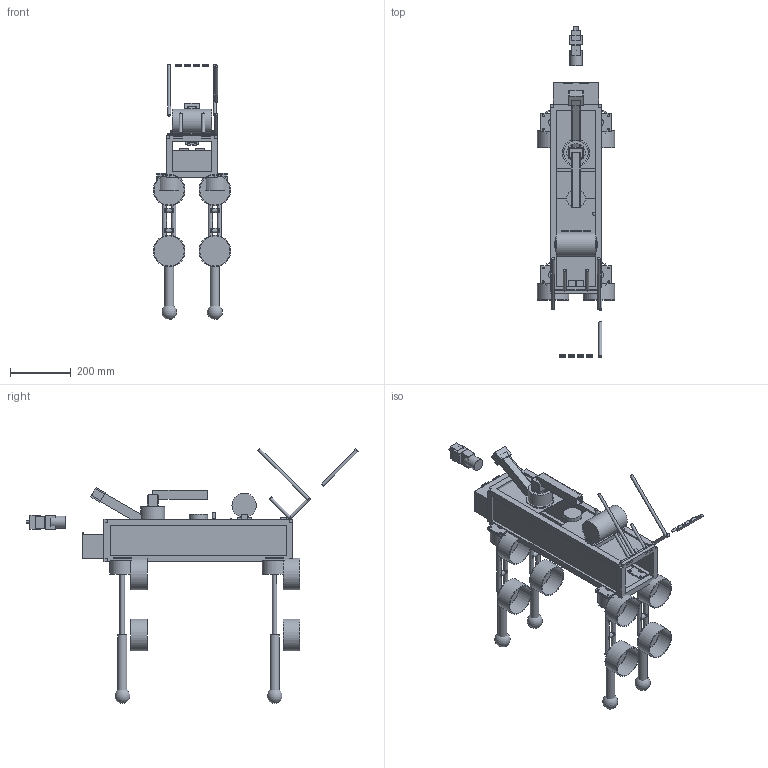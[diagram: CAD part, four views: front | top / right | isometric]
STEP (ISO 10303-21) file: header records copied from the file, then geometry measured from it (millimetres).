
FILE_DESCRIPTION(('Open CASCADE Model'),'2;1');
FILE_NAME('Open CASCADE Shape Model','2026-02-13T12:18:54',('Author'),( 'Open CASCADE'),'Open CASCADE STEP processor 7.8','Open CASCADE 7.8' ,'Unknown');
FILE_SCHEMA(('AUTOMOTIVE_DESIGN { 1 0 10303 214 1 1 1 1 }'));
Length unit declared in the file: millimetre
Products named in the file (77): 29f8e676-08d6-11f1-a9dc-920006f84b3e; chassis_frame; top_panel; bottom_panel; leg_mount_FL; leg_mount_FR; leg_mount_RL; leg_mount_RR; arm_turret_mount; hinge_mount_left; hinge_mount_right; head_module; led_left; led_right; lidar_mount; antenna; side_panel_left; side_panel_right; leg_FL_hip_plate; leg_FL_hip_yaw; leg_FL_u_bracket; leg_FL_hip_pitch; leg_FL_upper_leg; leg_FL_knee; leg_FL_lower_leg; leg_FL_foot; leg_FR_hip_plate; leg_FR_hip_yaw; leg_FR_u_bracket; leg_FR_hip_pitch; leg_FR_upper_leg; leg_FR_knee; leg_FR_lower_leg; leg_FR_foot; leg_RL_hip_plate; leg_RL_hip_yaw; leg_RL_u_bracket; leg_RL_hip_pitch; leg_RL_upper_leg; leg_RL_knee ...
Assembly tree (76 placements, depth 2):
  29f8e676-08d6-11f1-a9dc-920006f84b3e
    chassis_frame
    top_panel
    bottom_panel
    leg_mount_FL
    leg_mount_FR
    leg_mount_RL
    leg_mount_RR
    arm_turret_mount
    hinge_mount_left
    hinge_mount_right
    head_module
    led_left
    led_right
    lidar_mount
    antenna
    side_panel_left
    side_panel_right
    leg_FL_hip_plate
    leg_FL_hip_yaw
    leg_FL_u_bracket
    leg_FL_hip_pitch
    leg_FL_upper_leg
    leg_FL_knee
    leg_FL_lower_leg
    leg_FL_foot
    leg_FR_hip_plate
    leg_FR_hip_yaw
    leg_FR_u_bracket
    leg_FR_hip_pitch
    leg_FR_upper_leg
    leg_FR_knee
    leg_FR_lower_leg
    leg_FR_foot
    leg_RL_hip_plate
    leg_RL_hip_yaw
    leg_RL_u_bracket
    leg_RL_hip_pitch
    leg_RL_upper_leg
    leg_RL_knee
    leg_RL_lower_leg
    leg_RL_foot
    leg_RR_hip_plate
    leg_RR_hip_yaw
    leg_RR_u_bracket
    leg_RR_hip_pitch
    leg_RR_upper_leg
    leg_RR_knee
    leg_RR_lower_leg
    leg_RR_foot
    arm_turret
    arm_shoulder_bracket
    arm_upper_arm
    arm_elbow_bracket
    arm_forearm
    arm_wrist
    arm_gripper_body
    arm_finger_left
    arm_pad_left
    arm_finger_right
Bounding box: 254 x 1089.33 x 836.98 mm (x, y, z)
Volume: 6006191.1 mm3; surface area: 2223227.9 mm2
Topology: 85 solids, 93 shells, 687 faces, 1416 edges, 919 vertices
Faces by surface type: plane 485, cylinder 198, sphere 4
Full cylindrical faces by diameter (mm): 4 x1, 6 x16, 10 x7, 12 x16, 15 x16, 25 x5, 30 x8, 40 x1, 60 x3, 77 x4, 80 x2, 82 x4, 85 x1, 90 x1, 99 x8, 104 x8
Entity records: 53422 total; most frequent: CARTESIAN_POINT 22364, DIRECTION 5480, LINE 3099, VECTOR 3099, ORIENTED_EDGE 2808, PCURVE 2808, DEFINITIONAL_REPRESENTATION 2808, EDGE_CURVE 1404
